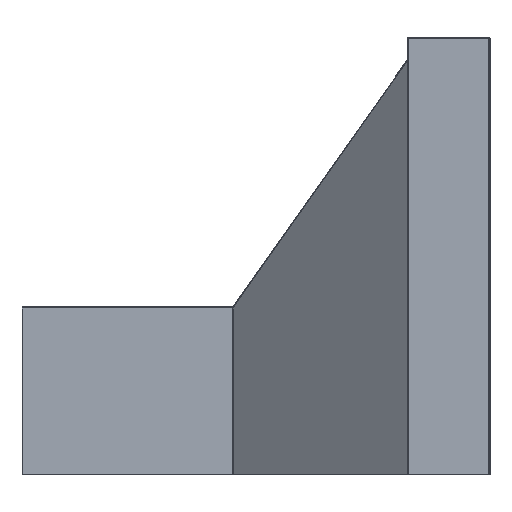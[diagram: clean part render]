
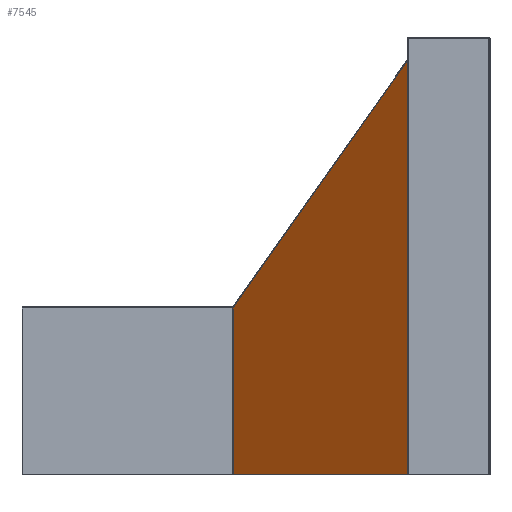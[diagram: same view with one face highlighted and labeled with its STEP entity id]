
A CAD part, left-side view. The second image highlights one B-rep face of the part: STEP entity #7545.
In plain terms, the highlighted planar face has unit normal (-0.774, 0.633, 0).
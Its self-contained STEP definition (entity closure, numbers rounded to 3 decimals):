
#1499 = DIRECTION ( 'NONE',  ( 0., 0., -1. ) ) ;
#1503 = CARTESIAN_POINT ( 'NONE',  ( -298.344, 469.579, -94.043 ) ) ;
#1934 = EDGE_CURVE ( 'NONE', #8352, #3589, #7395, .T. ) ;
#2387 = VERTEX_POINT ( 'NONE', #9899 ) ;
#3240 = DIRECTION ( 'NONE',  ( 0., 0., 1. ) ) ;
#3589 = VERTEX_POINT ( 'NONE', #8197 ) ;
#3995 = EDGE_LOOP ( 'NONE', ( #19342, #9530, #16922, #11804, #24503 ) ) ;
#4006 = VERTEX_POINT ( 'NONE', #8911 ) ;
#4899 = EDGE_CURVE ( 'NONE', #8352, #24356, #22766, .T. ) ;
#5083 = DIRECTION ( 'NONE',  ( 0., 0., 1. ) ) ;
#6621 = EDGE_CURVE ( 'NONE', #2387, #4006, #12270, .T. ) ;
#7112 = CARTESIAN_POINT ( 'NONE',  ( -560., 150., -400. ) ) ;
#7395 = B_SPLINE_CURVE_WITH_KNOTS ( 'NONE', 3,
 ( #7112, #11213, #13150, #13518 ),
 .UNSPECIFIED., .F., .F.,
 ( 4, 4 ),
 ( 0., 0.999 ),
 .UNSPECIFIED. ) ;
#7484 = FACE_OUTER_BOUND ( 'NONE', #3995, .T. ) ;
#7545 = ADVANCED_FACE ( 'NONE', ( #7484 ), #19264, .T. ) ;
#8197 = CARTESIAN_POINT ( 'NONE',  ( -298.226, 469.724, -400. ) ) ;
#8352 = VERTEX_POINT ( 'NONE', #19688 ) ;
#8911 = CARTESIAN_POINT ( 'NONE',  ( -298.226, 469.724, -94.18 ) ) ;
#9334 = CARTESIAN_POINT ( 'NONE',  ( -298.226, 469.724, -94.18 ) ) ;
#9372 = VECTOR ( 'NONE', #24053, 1000. ) ;
#9387 = VECTOR ( 'NONE', #5083, 1000. ) ;
#9530 = ORIENTED_EDGE ( 'NONE', *, *, #20866, .T. ) ;
#9899 = CARTESIAN_POINT ( 'NONE',  ( -298.545, 469.335, -93.731 ) ) ;
#11213 = CARTESIAN_POINT ( 'NONE',  ( -472.742, 256.575, -400. ) ) ;
#11780 = EDGE_CURVE ( 'NONE', #4006, #3589, #19193, .T. ) ;
#11804 = ORIENTED_EDGE ( 'NONE', *, *, #11780, .T. ) ;
#12270 =( BOUNDED_CURVE ( )  B_SPLINE_CURVE ( 3, ( #24855, #13685, #1503, #9334 ),
 .UNSPECIFIED., .F., .F. ) 
 B_SPLINE_CURVE_WITH_KNOTS ( ( 4, 4 ),
 ( 3.757, 3.955 ),
 .UNSPECIFIED. ) 
 CURVE ( )  GEOMETRIC_REPRESENTATION_ITEM ( )  RATIONAL_B_SPLINE_CURVE ( ( 1., 0.997, 0.997, 1. ) ) 
 REPRESENTATION_ITEM ( '' )  );
#12360 = VECTOR ( 'NONE', #1499, 1000. ) ;
#13150 = CARTESIAN_POINT ( 'NONE',  ( -385.484, 363.149, -400. ) ) ;
#13518 = CARTESIAN_POINT ( 'NONE',  ( -298.226, 469.724, -400. ) ) ;
#13685 = CARTESIAN_POINT ( 'NONE',  ( -298.451, 469.449, -93.893 ) ) ;
#15286 = CARTESIAN_POINT ( 'NONE',  ( -560., 150., -400. ) ) ;
#16229 = LINE ( 'NONE', #22118, #9372 ) ;
#16922 = ORIENTED_EDGE ( 'NONE', *, *, #6621, .T. ) ;
#17522 = CARTESIAN_POINT ( 'NONE',  ( -298.226, 469.724, -400. ) ) ;
#19193 = LINE ( 'NONE', #17522, #12360 ) ;
#19264 = PLANE ( 'NONE',  #23990 ) ;
#19342 = ORIENTED_EDGE ( 'NONE', *, *, #4899, .T. ) ;
#19688 = CARTESIAN_POINT ( 'NONE',  ( -560., 150., -400. ) ) ;
#20866 = EDGE_CURVE ( 'NONE', #24356, #2387, #16229, .T. ) ;
#22118 = CARTESIAN_POINT ( 'NONE',  ( -298.772, 469.057, -93.337 ) ) ;
#22639 = CARTESIAN_POINT ( 'NONE',  ( -560., 150., -400. ) ) ;
#22766 = LINE ( 'NONE', #22639, #9387 ) ;
#23099 = DIRECTION ( 'NONE',  ( -0.774, 0.634, 0. ) ) ;
#23990 = AXIS2_PLACEMENT_3D ( 'NONE', #15286, #23099, #3240 ) ;
#24053 = DIRECTION ( 'NONE',  ( 0.427, 0.522, -0.739 ) ) ;
#24280 = CARTESIAN_POINT ( 'NONE',  ( -560., 150., 358.327 ) ) ;
#24356 = VERTEX_POINT ( 'NONE', #24280 ) ;
#24503 = ORIENTED_EDGE ( 'NONE', *, *, #1934, .F. ) ;
#24855 = CARTESIAN_POINT ( 'NONE',  ( -298.545, 469.335, -93.731 ) ) ;
